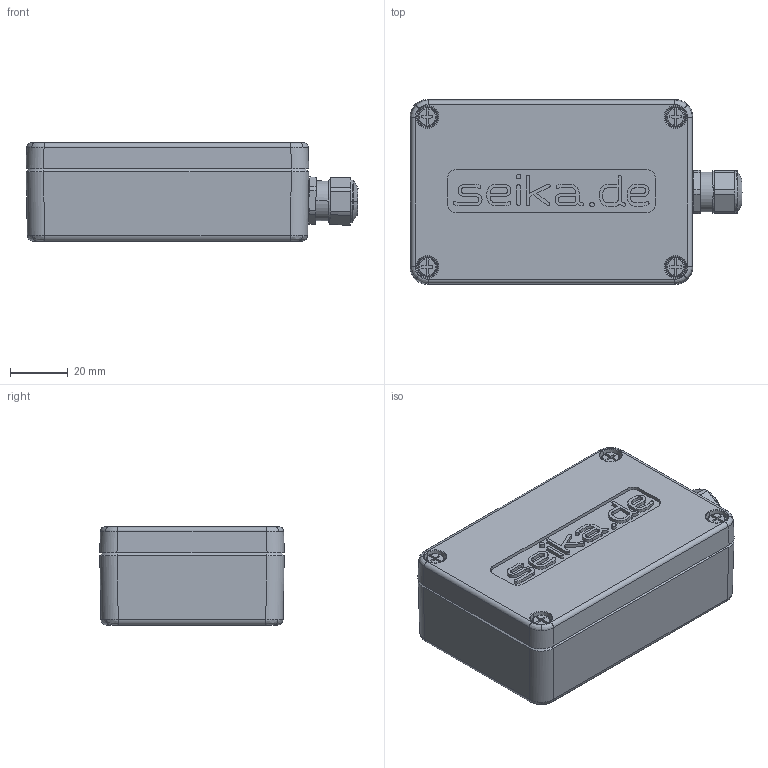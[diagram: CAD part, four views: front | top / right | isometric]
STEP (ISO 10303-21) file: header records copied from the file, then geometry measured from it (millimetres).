
FILE_DESCRIPTION(/* description */ ('VariCAD 2023-2.08 AP-214'),/* implementation_level */ '2;1');
FILE_NAME(/* name */ 'SB_Box_64x98x34_Rose_Standard_mit_M12x1.5_mitLogo.stp',/* time_stamp */ '2025-07-09T10:48:01+01:00',/* author */ (''),/* organization */ (''),/* preprocessor_version */ 'VariCAD 2023-2.08',/* originating_system */ 'VariCAD 2023-2.08; kernel version (20180118)',/* authorisation */ '');
FILE_SCHEMA(('AUTOMOTIVE_DESIGN'));
Products named in the file (18): SB_Box_64x98x34_Rose_Standard_mit_M12x1.5_mitLogo; _1080.12.075 6; 01011_Standard; 82002_Standard; 02011_Standard; 93132_Standard
Assembly tree (17 placements, depth 2):
  SB_Box_64x98x34_Rose_Standard_mit_M12x1.5_mitLogo
    _1080.12.075 6
    01011_Standard
    82002_Standard
    02011_Standard
    93132_Standard
    93132_Standard
    93132_Standard
    93132_Standard
    (unnamed)
    (unnamed)
    (unnamed)
    (unnamed)
    (unnamed)
    (unnamed)
    (unnamed)
    (unnamed)
    (unnamed)
Bounding box: 115.04 x 64 x 34 mm (x, y, z)
Volume: 72471.9 mm3; surface area: 52240.3 mm2
Topology: 17 solids, 18 shells, 1109 faces, 2601 edges, 1544 vertices
Faces by surface type: plane 272, cylinder 261, torus 235, bspline 172, cone 169
Entity records: 58084 total; most frequent: CARTESIAN_POINT 33430, ORIENTED_EDGE 5150, DIRECTION 4946, EDGE_CURVE 2575, AXIS2_PLACEMENT_3D 2021, VERTEX_POINT 1544, EDGE_LOOP 1185, ADVANCED_FACE 1109
